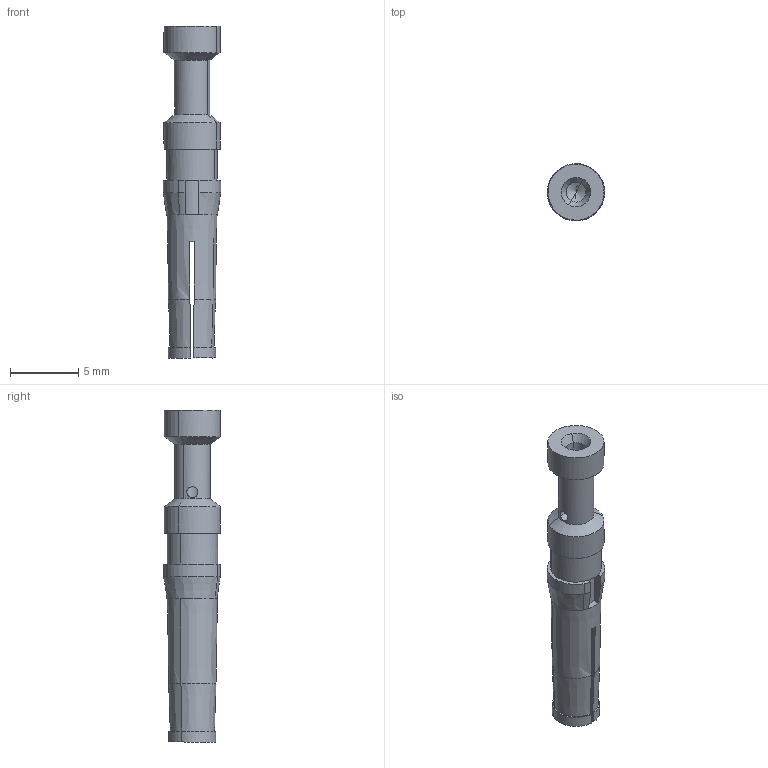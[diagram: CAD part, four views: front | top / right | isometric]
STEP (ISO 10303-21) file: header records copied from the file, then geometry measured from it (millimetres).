
FILE_DESCRIPTION(('CATIA V5 STEP Exchange','CAx-IF Rec.Pracs.--- Model Styling and Organization---1.4--- 2014-01-23'),'2;1');
FILE_NAME ('D1454376_2_1682350000_1682350000.stp','2021-01-17T16:14:08+00:00',('none'),('Weidmueller'),'CATIA Version 5-6 Release 2016 SP3 HF44','CATIA V5 STEP AP214','none');
FILE_SCHEMA(('AUTOMOTIVE_DESIGN { 1 0 10303 214 1 1 1 1 }'));
Length unit declared in the file: millimetre
Products named in the file (1): 1682350000
Bounding box: 4.2 x 4.15 x 24.25 mm (x, y, z)
Volume: 171.7 mm3; surface area: 482.2 mm2
Topology: 2 solids, 2 shells, 71 faces, 173 edges, 106 vertices
Faces by surface type: cone 27, cylinder 26, plane 18
Entity records: 2064 total; most frequent: CARTESIAN_POINT 553, ORIENTED_EDGE 338, DIRECTION 236, EDGE_CURVE 169, AXIS2_PLACEMENT_3D 118, VERTEX_POINT 106, EDGE_LOOP 77, ADVANCED_FACE 71
